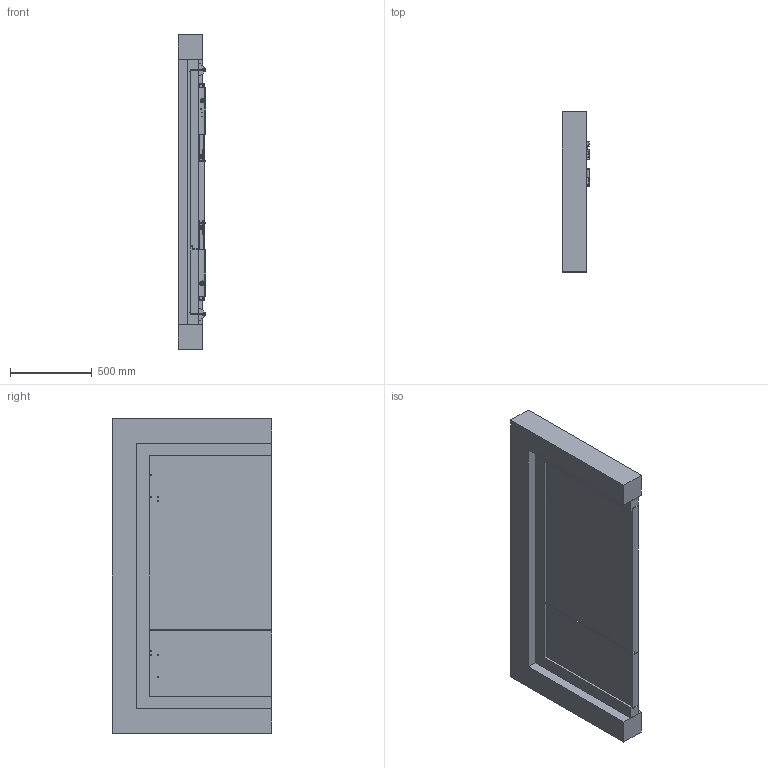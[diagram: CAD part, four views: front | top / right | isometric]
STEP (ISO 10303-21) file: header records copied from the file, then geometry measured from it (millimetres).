
FILE_DESCRIPTION(('CoCreate Modeling STEP Export'),'2;1');
FILE_NAME('TS5000_E_ISM_20540-K-007_O_Montageplatte.stp','2011-04-26T17:05:16',(''),(''),'CoCreate Modeling STEP processor for AP214 (Solid Model)','CoCreate Modeling 17.0B 09-Oct-2010 (C) Parametric Technology GmbH','');
FILE_SCHEMA(('AUTOMOTIVE_DESIGN { 1 0 10303 214 1 1 1 1 }'));
Length unit declared in the file: millimetre
Products named in the file (41): Türblatt_SF; SF_TF; Türblatt_GF; Gf_TF; Rahmen; Band_SF.1; Band_GF.1; Band_GF; Band_SF; Baender; T1; Mauerwerk; Holztuer_Schliesser_TS5000; 20540-6-0926.1; 20540-1-0141_Zubehoer-Sichtkappen_40mm.1; 20540-2-0308.1; 20525-2-0211.1; 20525-2-0211; 20540-2-0307.1.1; 20540-2-0307.1; Einzelteile; Flachkopfschraube_ISO7045_M4x8H.3; ABC-Spax_5x55.1; Spannscheibe_DIN_6796-5-FST.2; Schraube_DIN912_M6x45_Mat_057153.1; 20540-1-0139_Schraubenzubehoer_E-ISM_ISM; 20540-2-0304.1; 20540-6-0865.1.1; 20540-1-0132_GF_RIS_EIS.1; 20540-2-0305.2; 20540-6-0865.1; 20540-1-0133_SF_RIS_EIS.1; TS5000_E-IS-Gleitschiene; 20520-2-2170.1; 20510-2-2036_EZ1.1; TS5000; 20510-2-2036_EZ1.1.1; 20520-2-2170.1.1; TS5000.1.1; TS5000_20540-K-007
Assembly tree (49 placements, depth 5):
  TS5000_20540-K-007
    TS5000
      TS5000.1.1
        20520-2-2170.1.1
        20510-2-2036_EZ1.1.1
      TS5000
        20510-2-2036_EZ1.1
        20520-2-2170.1
    TS5000_E-IS-Gleitschiene
      20540-1-0133_SF_RIS_EIS.1
        20540-6-0865.1
        20540-2-0305.2
      20540-1-0132_GF_RIS_EIS.1
        20540-6-0865.1.1
        20540-2-0304.1
      20540-1-0139_Schraubenzubehoer_E-ISM_ISM
        ABC-Spax_5x55.1  x4
        Schraube_DIN912_M6x45_Mat_057153.1  x2
        Spannscheibe_DIN_6796-5-FST.2  x4
        Flachkopfschraube_ISO7045_M4x8H.3  x2
      Einzelteile
        20540-2-0307.1
        20540-2-0307.1.1
        20525-2-0211
        20525-2-0211.1
        20540-2-0308.1
        20540-1-0141_Zubehoer-Sichtkappen_40mm.1
          20540-6-0926.1  x2
    Holztuer_Schliesser_TS5000
      Mauerwerk
      T1
      Baender
        Band_SF
        Band_GF
        Band_GF.1
        Band_SF.1
      Rahmen
      Gf_TF
        Türblatt_GF
      SF_TF
        Türblatt_SF
Bounding box: 171.43 x 980 x 1928 mm (x, y, z)
Volume: 153279919.5 mm3; surface area: 6452771.6 mm2
Topology: 35 solids, 39 shells, 1881 faces, 4911 edges, 3186 vertices
Faces by surface type: plane 823, cylinder 458, extrusion 352, cone 146, torus 86, sphere 16
Entity records: 71775 total; most frequent: CARTESIAN_POINT 29879, ORIENTED_EDGE 9090, DIRECTION 6992, EDGE_CURVE 4545, VERTEX_POINT 2982, VECTOR 2662, LINE 2310, AXIS2_PLACEMENT_3D 2165
